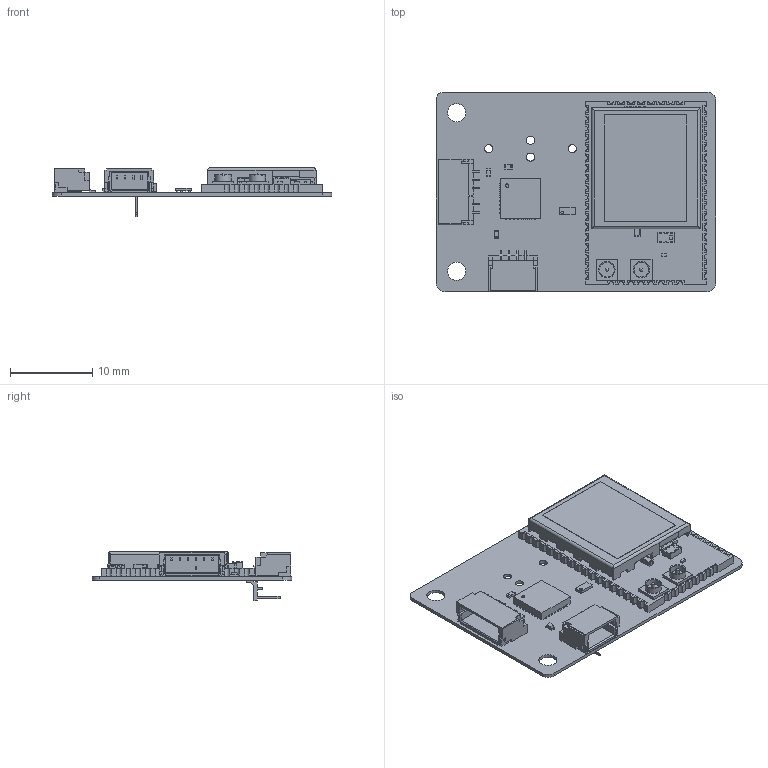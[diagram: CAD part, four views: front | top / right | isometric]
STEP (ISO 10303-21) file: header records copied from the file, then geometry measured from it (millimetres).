
FILE_DESCRIPTION(/* description */ (''),/* implementation_level */ '2;1');
FILE_NAME(/* name */ 'M10114C_pub.step',/* time_stamp */ '2024-04-17T19:55:16-07:00',/* author */ (''),/* organization */ (''),/* preprocessor_version */ 'ST-DEVELOPER v20',/* originating_system */ 'Autodesk Translation Framework v12.20.1.177',/* authorisation */ '');
FILE_SCHEMA (('AUTOMOTIVE_DESIGN { 1 0 10303 214 3 1 1 }'));
Products named in the file (1): FusionComponent
Bounding box: 34.1 x 24.3 x 5.98 mm (x, y, z)
Volume: 896 mm3; surface area: 3734.2 mm2
Topology: 14 solids, 15 shells, 2089 faces, 5750 edges, 3791 vertices
Faces by surface type: plane 1812, cylinder 265, sphere 10, torus 2
Full cylindrical faces by diameter (mm): 0.3 x1, 0.4 x3, 0.5 x1, 0.991 x4, 1.8 x2, 2 x2, 2.2 x2
Entity records: 65833 total; most frequent: CARTESIAN_POINT 11621, ORIENTED_EDGE 11480, DIRECTION 10472, EDGE_CURVE 5740, LINE 5188, VECTOR 5188, VERTEX_POINT 3791, AXIS2_PLACEMENT_3D 2642
